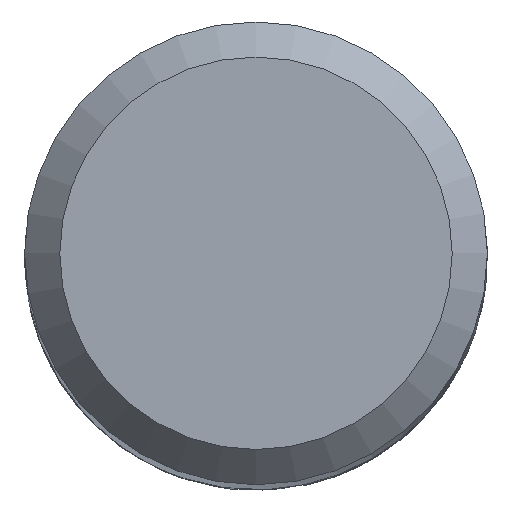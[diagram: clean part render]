
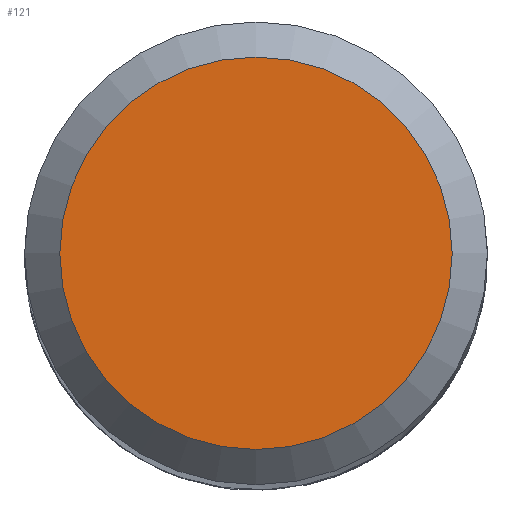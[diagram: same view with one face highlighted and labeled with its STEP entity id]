
A CAD part, top view. The second image highlights one B-rep face of the part: STEP entity #121.
In plain terms, the highlighted planar face has unit normal (0, 0, 1).
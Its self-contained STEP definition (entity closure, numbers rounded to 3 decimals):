
#55=PLANE('',#992);
#121=ADVANCED_FACE('',(#182),#55,.F.);
#182=FACE_OUTER_BOUND('',#232,.T.);
#232=EDGE_LOOP('',(#304));
#304=ORIENTED_EDGE('',*,*,#659,.T.);
#567=VERTEX_POINT('',#2350);
#659=EDGE_CURVE('',#567,#567,#845,.T.);
#845=CIRCLE('',#991,4.24);
#991=AXIS2_PLACEMENT_3D('',#2349,#1074,#1075);
#992=AXIS2_PLACEMENT_3D('',#2351,#1076,#1077);
#1074=DIRECTION('',(0.,0.,1.));
#1075=DIRECTION('',(-1.,0.,0.));
#1076=DIRECTION('',(0.,0.,-1.));
#1077=DIRECTION('',(-1.,0.,0.));
#2349=CARTESIAN_POINT('',(0.,0.,0.));
#2350=CARTESIAN_POINT('',(-4.24,0.,0.));
#2351=CARTESIAN_POINT('',(0.,0.,0.));
